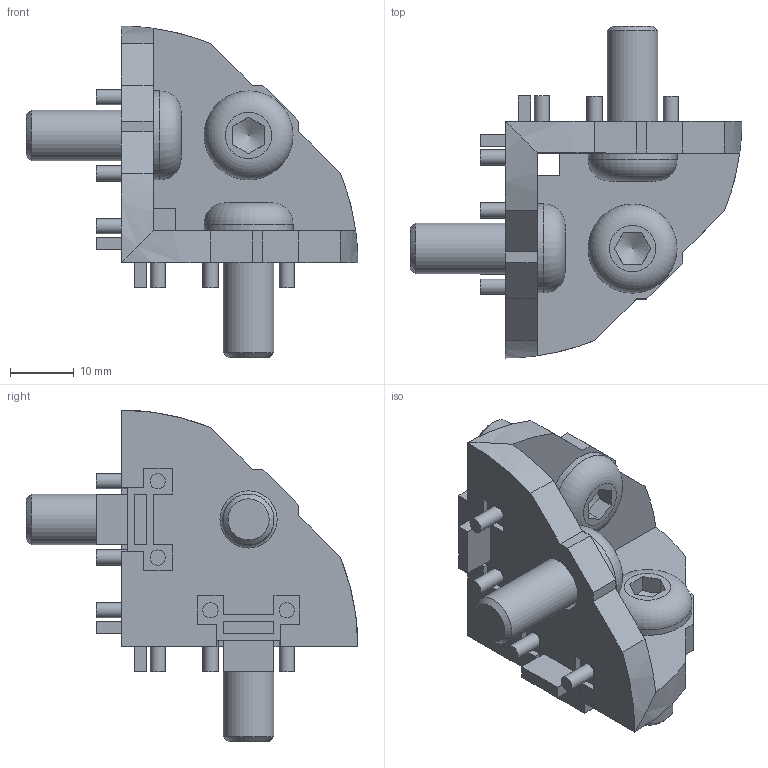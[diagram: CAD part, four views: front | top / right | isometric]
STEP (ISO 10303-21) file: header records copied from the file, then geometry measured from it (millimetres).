
FILE_DESCRIPTION(/* description */ ('Eckwinkel 40 Set'),/* implementation_level */ '2;1');
FILE_NAME(/* name */ '282310012 Eckwinkel 40 Set.stp',/* time_stamp */ '2019-09-30T11:48:23+02:00',/* author */ ('wheldmann'),/* organization */ (''),/* preprocessor_version */ 'ST-DEVELOPER v17.2',/* originating_system */ 'Autodesk Inventor 2019',/* authorisation */ '');
FILE_SCHEMA (('AUTOMOTIVE_DESIGN { 1 0 10303 214 3 1 1 }'));
Length unit declared in the file: millimetre
Products named in the file (1): 282310012
Bounding box: 52.2 x 52.2 x 52.2 mm (x, y, z)
Volume: 16564.3 mm3; surface area: 9795.6 mm2
Topology: 1 solids, 1 shells, 197 faces, 539 edges, 367 vertices
Faces by surface type: plane 158, cylinder 27, torus 6, cone 6
Full cylindrical faces by diameter (mm): 2.4 x12, 8 x3, 9 x3, 14 x3
Entity records: 6307 total; most frequent: CARTESIAN_POINT 1143, ORIENTED_EDGE 1072, DIRECTION 1021, EDGE_CURVE 536, LINE 405, VECTOR 405, VERTEX_POINT 367, AXIS2_PLACEMENT_3D 308
